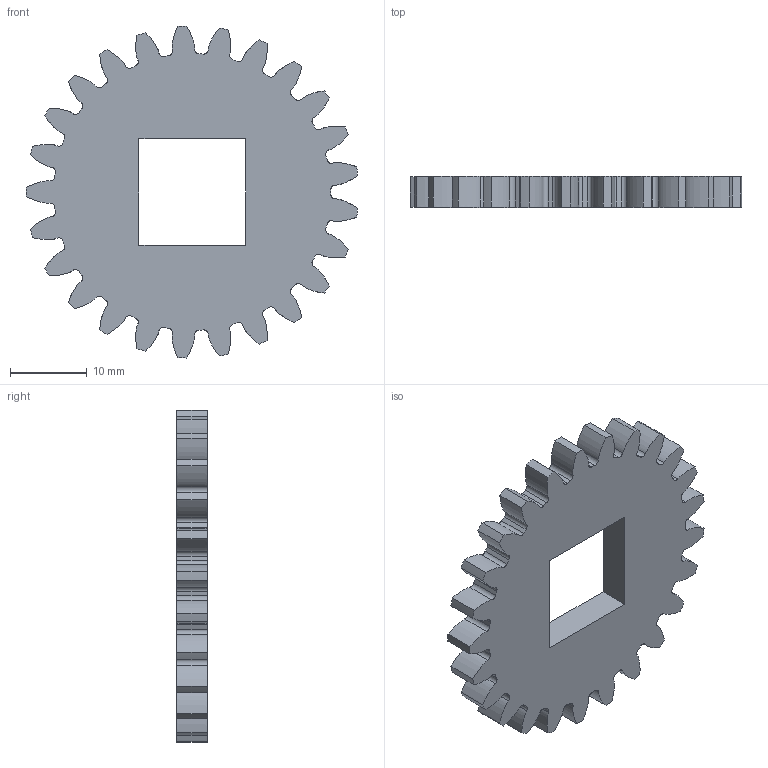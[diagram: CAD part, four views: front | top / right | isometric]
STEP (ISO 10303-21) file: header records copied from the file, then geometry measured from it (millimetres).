
FILE_DESCRIPTION( ( '' ), ' ' );
FILE_NAME( '5b017724a47a161251ff9437.step', '2018-05-20T13:24:53', ( '' ), ( '' ), ' ', ' ', ' ' );
FILE_SCHEMA( ( 'AUTOMOTIVE_DESIGN { 1 0 10303 214 1 1 1 1 }' ) );
Length unit declared in the file: metre
Products named in the file (1): Gear axle
Bounding box: 43.09 x 4 x 43.17 mm (x, y, z)
Volume: 4178 mm3; surface area: 3312.9 mm2
Topology: 1 solids, 1 shells, 156 faces, 462 edges, 308 vertices
Faces by surface type: cylinder 100, extrusion 50, plane 6
Entity records: 8474 total; most frequent: CARTESIAN_POINT 3027, ORIENTED_EDGE 924, DIRECTION 826, EDGE_CURVE 462, VERTEX_POINT 308, AXIS2_PLACEMENT_3D 307, VECTOR 212, CIRCLE 200
